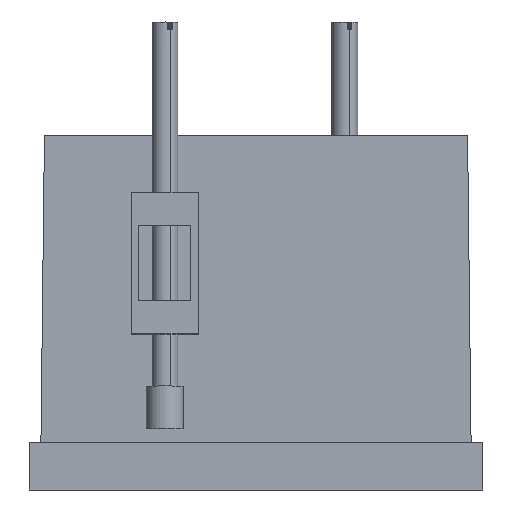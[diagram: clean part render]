
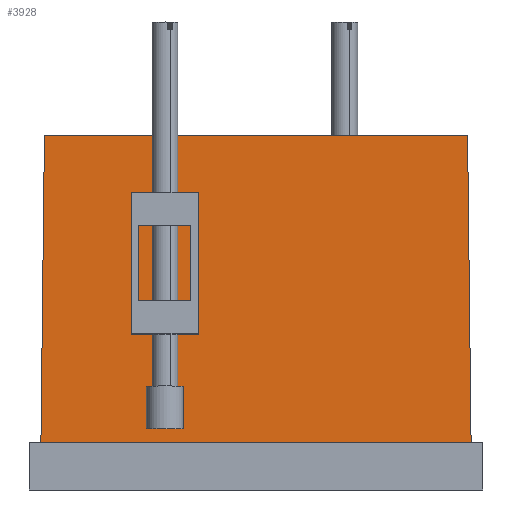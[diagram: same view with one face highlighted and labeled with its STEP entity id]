
A CAD part, left-side view. The second image highlights one B-rep face of the part: STEP entity #3928.
In plain terms, the highlighted planar face has unit normal (-1, 0, 0.011).
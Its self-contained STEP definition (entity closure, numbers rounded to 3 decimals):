
#199 = CARTESIAN_POINT ( 'NONE',  ( -44.887, 44.75, -12.1 ) ) ;
#362 = ORIENTED_EDGE ( 'NONE', *, *, #8907, .F. ) ;
#405 = DIRECTION ( 'NONE',  ( 0.011, 0.011, 1. ) ) ;
#522 = VECTOR ( 'NONE', #3324, 1000. ) ;
#552 = VERTEX_POINT ( 'NONE', #3886 ) ;
#575 = VERTEX_POINT ( 'NONE', #8402 ) ;
#650 = VERTEX_POINT ( 'NONE', #5697 ) ;
#665 = EDGE_CURVE ( 'NONE', #4951, #3632, #7348, .T. ) ;
#838 = FACE_BOUND ( 'NONE', #8812, .T. ) ;
#882 = ORIENTED_EDGE ( 'NONE', *, *, #665, .F. ) ;
#885 = CARTESIAN_POINT ( 'NONE',  ( -44.75, 44.75, 0. ) ) ;
#967 = CARTESIAN_POINT ( 'NONE',  ( -45.228, 17., -42.1 ) ) ;
#1186 = LINE ( 'NONE', #4038, #1646 ) ;
#1214 = DIRECTION ( 'NONE',  ( 0.011, 0., 1. ) ) ;
#1362 = VECTOR ( 'NONE', #5567, 1000. ) ;
#1521 = CARTESIAN_POINT ( 'NONE',  ( -44.75, 21., 0. ) ) ;
#1646 = VECTOR ( 'NONE', #7023, 1000. ) ;
#1683 = CARTESIAN_POINT ( 'NONE',  ( -44.75, 17., 0. ) ) ;
#1684 = EDGE_CURVE ( 'NONE', #575, #552, #6754, .T. ) ;
#2036 = DIRECTION ( 'NONE',  ( -1., 0., 0.011 ) ) ;
#2163 = ORIENTED_EDGE ( 'NONE', *, *, #1684, .F. ) ;
#2200 = AXIS2_PLACEMENT_3D ( 'NONE', #5090, #2036, #1214 ) ;
#2416 = ORIENTED_EDGE ( 'NONE', *, *, #9125, .T. ) ;
#2852 = EDGE_LOOP ( 'NONE', ( #8075, #882, #7369, #4013 ) ) ;
#3016 = CARTESIAN_POINT ( 'NONE',  ( -45.149, 17., -35.1 ) ) ;
#3231 = CARTESIAN_POINT ( 'NONE',  ( -44.887, 17., -12.1 ) ) ;
#3253 = CARTESIAN_POINT ( 'NONE',  ( -45.149, 44.75, -35.1 ) ) ;
#3306 = CARTESIAN_POINT ( 'NONE',  ( -45.228, 21., -42.1 ) ) ;
#3322 = VECTOR ( 'NONE', #8785, 1000. ) ;
#3324 = DIRECTION ( 'NONE',  ( 0., 1., 0. ) ) ;
#3366 = ORIENTED_EDGE ( 'NONE', *, *, #4404, .T. ) ;
#3408 = LINE ( 'NONE', #199, #6131 ) ;
#3480 = CARTESIAN_POINT ( 'NONE',  ( -44.967, 44.75, -19.1 ) ) ;
#3487 = CARTESIAN_POINT ( 'NONE',  ( -44.75, 44.75, 0. ) ) ;
#3615 = DIRECTION ( 'NONE',  ( 0., -1., 0. ) ) ;
#3632 = VERTEX_POINT ( 'NONE', #3016 ) ;
#3653 = LINE ( 'NONE', #7044, #9428 ) ;
#3721 = VERTEX_POINT ( 'NONE', #885 ) ;
#3728 = DIRECTION ( 'NONE',  ( -0.011, 0., -1. ) ) ;
#3731 = VERTEX_POINT ( 'NONE', #5522 ) ;
#3811 = ORIENTED_EDGE ( 'NONE', *, *, #9228, .F. ) ;
#3886 = CARTESIAN_POINT ( 'NONE',  ( -44.967, 21., -19.1 ) ) ;
#3928 = ADVANCED_FACE ( 'NONE', ( #8014, #838, #6129 ), #6577, .T. ) ;
#4013 = ORIENTED_EDGE ( 'NONE', *, *, #5215, .F. ) ;
#4024 = ORIENTED_EDGE ( 'NONE', *, *, #7498, .F. ) ;
#4038 = CARTESIAN_POINT ( 'NONE',  ( -45.228, 44.75, -42.1 ) ) ;
#4084 = VERTEX_POINT ( 'NONE', #7441 ) ;
#4284 = LINE ( 'NONE', #9687, #6175 ) ;
#4396 = VERTEX_POINT ( 'NONE', #8576 ) ;
#4404 = EDGE_CURVE ( 'NONE', #3731, #4084, #3653, .T. ) ;
#4470 = VECTOR ( 'NONE', #5157, 1000. ) ;
#4717 = CARTESIAN_POINT ( 'NONE',  ( -44.738, -44.738, 1.017 ) ) ;
#4719 = EDGE_LOOP ( 'NONE', ( #4024, #362, #3366, #2416 ) ) ;
#4751 = VECTOR ( 'NONE', #405, 1000. ) ;
#4754 = VECTOR ( 'NONE', #3728, 1000. ) ;
#4813 = CARTESIAN_POINT ( 'NONE',  ( -44.75, 17., 0. ) ) ;
#4951 = VERTEX_POINT ( 'NONE', #967 ) ;
#4964 = VERTEX_POINT ( 'NONE', #3306 ) ;
#5090 = CARTESIAN_POINT ( 'NONE',  ( -44.75, 44.75, 0. ) ) ;
#5157 = DIRECTION ( 'NONE',  ( -0.011, 0., -1. ) ) ;
#5215 = EDGE_CURVE ( 'NONE', #4396, #4964, #5653, .T. ) ;
#5522 = CARTESIAN_POINT ( 'NONE',  ( -45.489, 45.489, -65. ) ) ;
#5552 = EDGE_CURVE ( 'NONE', #9671, #575, #3408, .T. ) ;
#5567 = DIRECTION ( 'NONE',  ( 0.011, 0., 1. ) ) ;
#5591 = LINE ( 'NONE', #3253, #522 ) ;
#5615 = VECTOR ( 'NONE', #3615, 1000. ) ;
#5653 = LINE ( 'NONE', #7419, #4470 ) ;
#5687 = EDGE_CURVE ( 'NONE', #4964, #4951, #1186, .T. ) ;
#5697 = CARTESIAN_POINT ( 'NONE',  ( -44.967, 17., -19.1 ) ) ;
#5921 = LINE ( 'NONE', #1683, #8518 ) ;
#5989 = ORIENTED_EDGE ( 'NONE', *, *, #5552, .F. ) ;
#6129 = FACE_OUTER_BOUND ( 'NONE', #4719, .T. ) ;
#6131 = VECTOR ( 'NONE', #7682, 1000. ) ;
#6175 = VECTOR ( 'NONE', #8092, 1000. ) ;
#6389 = CARTESIAN_POINT ( 'NONE',  ( -44.75, -44.75, 0. ) ) ;
#6577 = PLANE ( 'NONE',  #2200 ) ;
#6754 = LINE ( 'NONE', #1521, #4754 ) ;
#6979 = DIRECTION ( 'NONE',  ( 0.011, 0., 1. ) ) ;
#6980 = LINE ( 'NONE', #3480, #3322 ) ;
#7023 = DIRECTION ( 'NONE',  ( 0., -1., 0. ) ) ;
#7044 = CARTESIAN_POINT ( 'NONE',  ( -45.489, -44.75, -65. ) ) ;
#7348 = LINE ( 'NONE', #4813, #1362 ) ;
#7369 = ORIENTED_EDGE ( 'NONE', *, *, #5687, .F. ) ;
#7419 = CARTESIAN_POINT ( 'NONE',  ( -44.75, 21., 0. ) ) ;
#7441 = CARTESIAN_POINT ( 'NONE',  ( -45.489, -45.489, -65. ) ) ;
#7498 = EDGE_CURVE ( 'NONE', #3721, #9738, #7723, .T. ) ;
#7680 = LINE ( 'NONE', #4717, #4751 ) ;
#7682 = DIRECTION ( 'NONE',  ( 0., 1., 0. ) ) ;
#7723 = LINE ( 'NONE', #3487, #5615 ) ;
#8014 = FACE_BOUND ( 'NONE', #2852, .T. ) ;
#8075 = ORIENTED_EDGE ( 'NONE', *, *, #8679, .F. ) ;
#8092 = DIRECTION ( 'NONE',  ( 0.011, -0.011, 1. ) ) ;
#8402 = CARTESIAN_POINT ( 'NONE',  ( -44.887, 21., -12.1 ) ) ;
#8518 = VECTOR ( 'NONE', #6979, 1000. ) ;
#8576 = CARTESIAN_POINT ( 'NONE',  ( -45.149, 21., -35.1 ) ) ;
#8679 = EDGE_CURVE ( 'NONE', #3632, #4396, #5591, .T. ) ;
#8785 = DIRECTION ( 'NONE',  ( 0., -1., 0. ) ) ;
#8812 = EDGE_LOOP ( 'NONE', ( #5989, #8949, #3811, #2163 ) ) ;
#8907 = EDGE_CURVE ( 'NONE', #3731, #3721, #4284, .T. ) ;
#8949 = ORIENTED_EDGE ( 'NONE', *, *, #9186, .F. ) ;
#9125 = EDGE_CURVE ( 'NONE', #4084, #9738, #7680, .T. ) ;
#9186 = EDGE_CURVE ( 'NONE', #650, #9671, #5921, .T. ) ;
#9193 = DIRECTION ( 'NONE',  ( 0., -1., 0. ) ) ;
#9228 = EDGE_CURVE ( 'NONE', #552, #650, #6980, .T. ) ;
#9428 = VECTOR ( 'NONE', #9193, 1000. ) ;
#9671 = VERTEX_POINT ( 'NONE', #3231 ) ;
#9687 = CARTESIAN_POINT ( 'NONE',  ( -44.75, 44.75, 0. ) ) ;
#9738 = VERTEX_POINT ( 'NONE', #6389 ) ;
